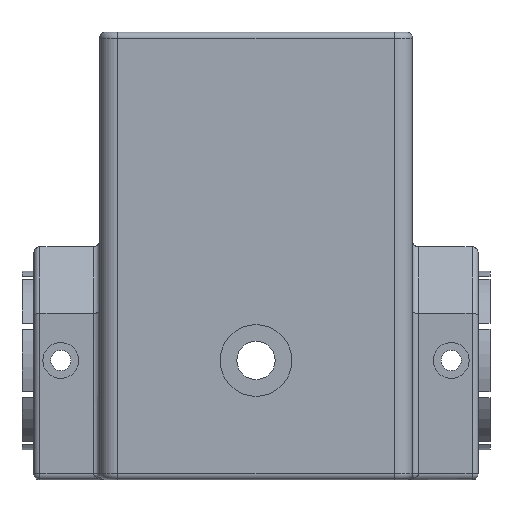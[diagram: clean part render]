
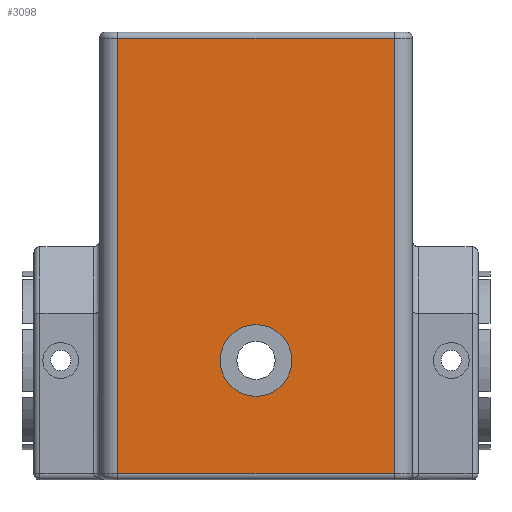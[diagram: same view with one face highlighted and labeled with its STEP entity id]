
A CAD part, front view. The second image highlights one B-rep face of the part: STEP entity #3098.
In plain terms, the highlighted planar face has unit normal (0, -1, 0).
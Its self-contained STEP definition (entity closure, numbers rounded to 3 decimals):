
#80=FACE_BOUND('',#572,.T.);
#146=PLANE('',#3513);
#344=FACE_OUTER_BOUND('',#571,.T.);
#571=EDGE_LOOP('',(#2796,#2797,#2798,#2799));
#572=EDGE_LOOP('',(#2800));
#712=CIRCLE('',#3357,6.);
#847=LINE('',#4911,#1075);
#888=LINE('',#5143,#1116);
#891=LINE('',#5162,#1119);
#892=LINE('',#5164,#1120);
#1075=VECTOR('',#3783,10.);
#1116=VECTOR('',#4050,10.);
#1119=VECTOR('',#4083,10.);
#1120=VECTOR('',#4086,10.);
#1304=VERTEX_POINT('',#4903);
#1306=VERTEX_POINT('',#4909);
#1383=VERTEX_POINT('',#5137);
#1384=VERTEX_POINT('',#5141);
#1392=VERTEX_POINT('',#5193);
#1610=EDGE_CURVE('',#1306,#1304,#847,.T.);
#1726=EDGE_CURVE('',#1384,#1383,#888,.T.);
#1736=EDGE_CURVE('',#1383,#1306,#891,.T.);
#1737=EDGE_CURVE('',#1304,#1384,#892,.T.);
#1750=EDGE_CURVE('',#1392,#1392,#712,.T.);
#2796=ORIENTED_EDGE('',*,*,#1610,.F.);
#2797=ORIENTED_EDGE('',*,*,#1736,.F.);
#2798=ORIENTED_EDGE('',*,*,#1726,.F.);
#2799=ORIENTED_EDGE('',*,*,#1737,.F.);
#2800=ORIENTED_EDGE('',*,*,#1750,.T.);
#3098=ADVANCED_FACE('',(#344,#80),#146,.T.);
#3357=AXIS2_PLACEMENT_3D('',#5194,#4125,#4126);
#3513=AXIS2_PLACEMENT_3D('',#5560,#4547,#4548);
#3783=DIRECTION('',(-1.,0.,0.));
#4050=DIRECTION('',(1.,0.,0.));
#4083=DIRECTION('',(0.,0.,-1.));
#4086=DIRECTION('',(0.,0.,1.));
#4125=DIRECTION('center_axis',(0.,1.,0.));
#4126=DIRECTION('ref_axis',(1.,0.,0.));
#4547=DIRECTION('center_axis',(0.,-1.,0.));
#4548=DIRECTION('ref_axis',(1.,0.,0.));
#4903=CARTESIAN_POINT('',(-23.2,-26.2,111.731));
#4909=CARTESIAN_POINT('',(23.2,-26.2,111.731));
#4911=CARTESIAN_POINT('',(-13.1,-26.2,111.731));
#5137=CARTESIAN_POINT('',(23.2,-26.2,184.731));
#5141=CARTESIAN_POINT('',(-23.2,-26.2,184.731));
#5143=CARTESIAN_POINT('',(-13.1,-26.2,184.731));
#5162=CARTESIAN_POINT('',(23.2,-26.2,105.731));
#5164=CARTESIAN_POINT('',(-23.2,-26.2,105.731));
#5193=CARTESIAN_POINT('',(-6.,-26.2,130.731));
#5194=CARTESIAN_POINT('Origin',(0.,-26.2,130.731));
#5560=CARTESIAN_POINT('Origin',(-26.2,-26.2,105.731));
